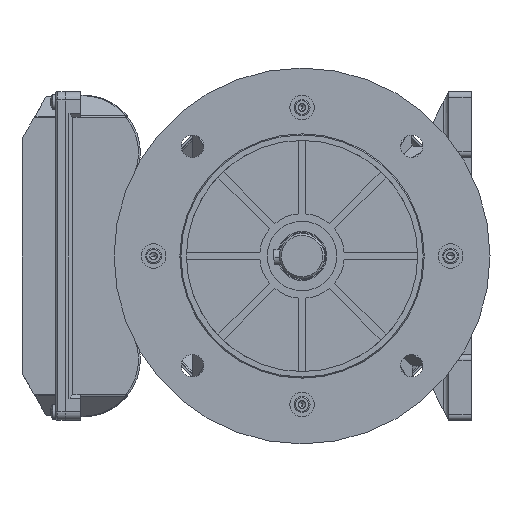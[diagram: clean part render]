
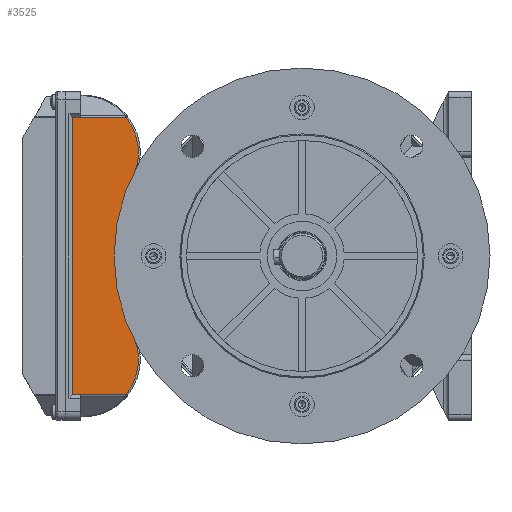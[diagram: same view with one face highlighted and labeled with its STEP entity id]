
A CAD part, left-side view. The second image highlights one B-rep face of the part: STEP entity #3525.
In plain terms, the highlighted face is planar.
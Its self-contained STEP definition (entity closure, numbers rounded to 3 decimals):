
#2952 = VERTEX_POINT ( 'NONE', #94099 ) ;
#2956 = VERTEX_POINT ( 'NONE', #94094 ) ;
#2958 = EDGE_CURVE ( 'NONE', #2956, #2952, #94093, .T. ) ;
#3439 = ORIENTED_EDGE ( 'NONE', *, *, #3440, .T. ) ;
#3440 = EDGE_CURVE ( 'NONE', #3441, #3503, #95012, .T. ) ;
#3441 = VERTEX_POINT ( 'NONE', #95007 ) ;
#3488 = ORIENTED_EDGE ( 'NONE', *, *, #3489, .T. ) ;
#3489 = EDGE_CURVE ( 'NONE', #3515, #3490, #95137, .T. ) ;
#3490 = VERTEX_POINT ( 'NONE', #95132 ) ;
#3491 = ORIENTED_EDGE ( 'NONE', *, *, #3492, .T. ) ;
#3492 = EDGE_CURVE ( 'NONE', #3490, #3441, #95131, .T. ) ;
#3503 = VERTEX_POINT ( 'NONE', #95109 ) ;
#3504 = ORIENTED_EDGE ( 'NONE', *, *, #3505, .T. ) ;
#3505 = EDGE_CURVE ( 'NONE', #3503, #2952, #95108, .T. ) ;
#3506 = ORIENTED_EDGE ( 'NONE', *, *, #2958, .F. ) ;
#3507 = ORIENTED_EDGE ( 'NONE', *, *, #3508, .F. ) ;
#3508 = EDGE_CURVE ( 'NONE', #3509, #2956, #95168, .T. ) ;
#3509 = VERTEX_POINT ( 'NONE', #95164 ) ;
#3510 = ORIENTED_EDGE ( 'NONE', *, *, #3511, .T. ) ;
#3511 = EDGE_CURVE ( 'NONE', #3509, #3512, #95163, .T. ) ;
#3512 = VERTEX_POINT ( 'NONE', #95159 ) ;
#3513 = ORIENTED_EDGE ( 'NONE', *, *, #3514, .T. ) ;
#3514 = EDGE_CURVE ( 'NONE', #3512, #3515, #95158, .T. ) ;
#3515 = VERTEX_POINT ( 'NONE', #95154 ) ;
#3525 = ADVANCED_FACE ( 'NONE', ( #95199 ), #95198, .T. ) ;
#3526 = EDGE_LOOP ( 'NONE', ( #3439, #3504, #3506, #3507, #3510, #3513, #3488, #3491 ) ) ;
#94092 = CARTESIAN_POINT ( 'NONE',  ( 162.293, 34.5, 129. ) ) ;
#94093 = LINE ( 'NONE', #94092, #94154 ) ;
#94094 = CARTESIAN_POINT ( 'NONE',  ( 162.293, 34.5, 129. ) ) ;
#94099 = CARTESIAN_POINT ( 'NONE',  ( 162.293, 30.5, 129. ) ) ;
#94153 = DIRECTION ( 'NONE',  ( 0., -1., 0. ) ) ;
#94154 = VECTOR ( 'NONE', #94153, 1000. ) ;
#95007 = CARTESIAN_POINT ( 'NONE',  ( 128.668, 3.5, 129. ) ) ;
#95008 = DIRECTION ( 'NONE',  ( 1., 0., 0. ) ) ;
#95009 = DIRECTION ( 'NONE',  ( 0., 0., 1. ) ) ;
#95010 = CARTESIAN_POINT ( 'NONE',  ( 143.5, 29., 129. ) ) ;
#95011 = AXIS2_PLACEMENT_3D ( 'NONE', #95010, #95009, #95008 ) ;
#95012 = CIRCLE ( 'NONE', #95011, 29.5 ) ;
#95105 = DIRECTION ( 'NONE',  ( 0., 1., 0. ) ) ;
#95106 = VECTOR ( 'NONE', #95105, 1000. ) ;
#95107 = CARTESIAN_POINT ( 'NONE',  ( 162.293, -7.5, 129. ) ) ;
#95108 = LINE ( 'NONE', #95107, #95106 ) ;
#95109 = CARTESIAN_POINT ( 'NONE',  ( 162.293, 6.261, 129. ) ) ;
#95128 = DIRECTION ( 'NONE',  ( 1., 0., 0. ) ) ;
#95129 = VECTOR ( 'NONE', #95128, 1000. ) ;
#95130 = CARTESIAN_POINT ( 'NONE',  ( 128.4, 3.5, 129. ) ) ;
#95131 = LINE ( 'NONE', #95130, #95129 ) ;
#95132 = CARTESIAN_POINT ( 'NONE',  ( 48.332, 3.5, 129. ) ) ;
#95133 = DIRECTION ( 'NONE',  ( 1., 0., 0. ) ) ;
#95134 = DIRECTION ( 'NONE',  ( 0., 0., 1. ) ) ;
#95135 = CARTESIAN_POINT ( 'NONE',  ( 33.5, 29., 129. ) ) ;
#95136 = AXIS2_PLACEMENT_3D ( 'NONE', #95135, #95134, #95133 ) ;
#95137 = CIRCLE ( 'NONE', #95136, 29.5 ) ;
#95154 = CARTESIAN_POINT ( 'NONE',  ( 14.707, 6.261, 129. ) ) ;
#95155 = DIRECTION ( 'NONE',  ( 0., -1., 0. ) ) ;
#95156 = VECTOR ( 'NONE', #95155, 1000. ) ;
#95157 = CARTESIAN_POINT ( 'NONE',  ( 14.707, -7.5, 129. ) ) ;
#95158 = LINE ( 'NONE', #95157, #95156 ) ;
#95159 = CARTESIAN_POINT ( 'NONE',  ( 14.707, 30.5, 129. ) ) ;
#95160 = DIRECTION ( 'NONE',  ( 0., -1., 0. ) ) ;
#95161 = VECTOR ( 'NONE', #95160, 1000. ) ;
#95162 = CARTESIAN_POINT ( 'NONE',  ( 14.707, 34.5, 129. ) ) ;
#95163 = LINE ( 'NONE', #95162, #95161 ) ;
#95164 = CARTESIAN_POINT ( 'NONE',  ( 14.707, 34.5, 129. ) ) ;
#95165 = DIRECTION ( 'NONE',  ( 1., 0., 0. ) ) ;
#95166 = VECTOR ( 'NONE', #95165, 1000. ) ;
#95167 = CARTESIAN_POINT ( 'NONE',  ( 14.707, 34.5, 129. ) ) ;
#95168 = LINE ( 'NONE', #95167, #95166 ) ;
#95193 = DIRECTION ( 'NONE',  ( 1., 0., 0. ) ) ;
#95194 = DIRECTION ( 'NONE',  ( 0., 0., 1. ) ) ;
#95195 = CARTESIAN_POINT ( 'NONE',  ( 3., -7.5, 129. ) ) ;
#95197 = AXIS2_PLACEMENT_3D ( 'NONE', #95195, #95194, #95193 ) ;
#95198 = PLANE ( 'NONE',  #95197 ) ;
#95199 = FACE_OUTER_BOUND ( 'NONE', #3526, .T. ) ;
